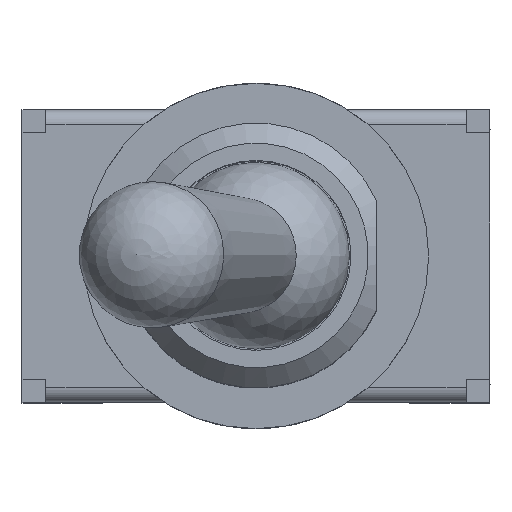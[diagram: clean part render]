
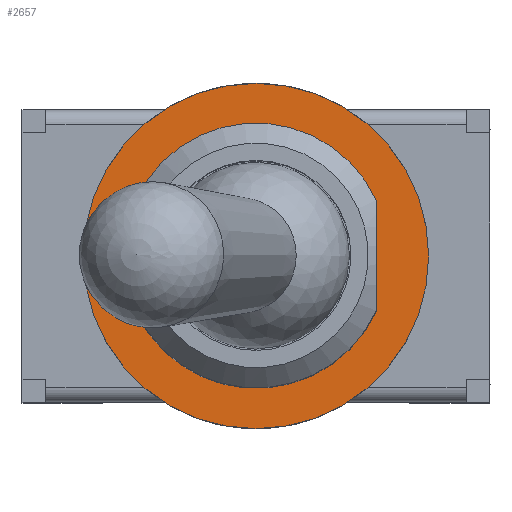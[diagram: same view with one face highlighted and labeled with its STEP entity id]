
A CAD part, top view. The second image highlights one B-rep face of the part: STEP entity #2657.
In plain terms, the highlighted planar face has unit normal (0, 0, 1).
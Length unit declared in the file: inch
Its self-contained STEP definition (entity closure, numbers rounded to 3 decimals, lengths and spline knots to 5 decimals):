
#96=FACE_BOUND('',#978,.T.);
#107=PLANE('',#2839);
#220=LINE('',#3754,#521);
#521=VECTOR('',#3055,0.3937);
#829=FACE_OUTER_BOUND('',#977,.T.);
#977=EDGE_LOOP('',(#1872));
#978=EDGE_LOOP('',(#1873,#1874));
#1132=CIRCLE('',#2838,0.09055);
#1133=CIRCLE('',#2840,0.11811);
#1184=VERTEX_POINT('',#3751);
#1185=VERTEX_POINT('',#3753);
#1188=VERTEX_POINT('',#3766);
#1448=EDGE_CURVE('',#1185,#1184,#220,.T.);
#1453=EDGE_CURVE('',#1184,#1185,#1132,.T.);
#1454=EDGE_CURVE('',#1188,#1188,#1133,.T.);
#1872=ORIENTED_EDGE('',*,*,#1454,.F.);
#1873=ORIENTED_EDGE('',*,*,#1448,.T.);
#1874=ORIENTED_EDGE('',*,*,#1453,.T.);
#2657=ADVANCED_FACE('',(#829,#96),#107,.F.);
#2838=AXIS2_PLACEMENT_3D('',#3764,#3068,#3069);
#2839=AXIS2_PLACEMENT_3D('',#3765,#3070,#3071);
#2840=AXIS2_PLACEMENT_3D('',#3767,#3072,#3073);
#3055=DIRECTION('',(0.,-1.,0.));
#3068=DIRECTION('center_axis',(0.,0.,
-1.));
#3069=DIRECTION('ref_axis',(-0.909,-0.417,0.));
#3070=DIRECTION('center_axis',(0.,0.,
-1.));
#3071=DIRECTION('ref_axis',(-1.,0.,0.));
#3072=DIRECTION('center_axis',(0.,0.,
-1.));
#3073=DIRECTION('ref_axis',(-1.,0.,0.));
#3751=CARTESIAN_POINT('',(0.08228,-0.0378,0.30866));
#3753=CARTESIAN_POINT('',(0.08228,0.0378,0.30866));
#3754=CARTESIAN_POINT('',(0.08228,0.0189,0.30866));
#3764=CARTESIAN_POINT('Origin',(0.,0.,
0.30866));
#3765=CARTESIAN_POINT('Origin',(0.,0.,
0.30866));
#3766=CARTESIAN_POINT('',(0.11811,0.,0.30866));
#3767=CARTESIAN_POINT('Origin',(0.,0.,
0.30866));
